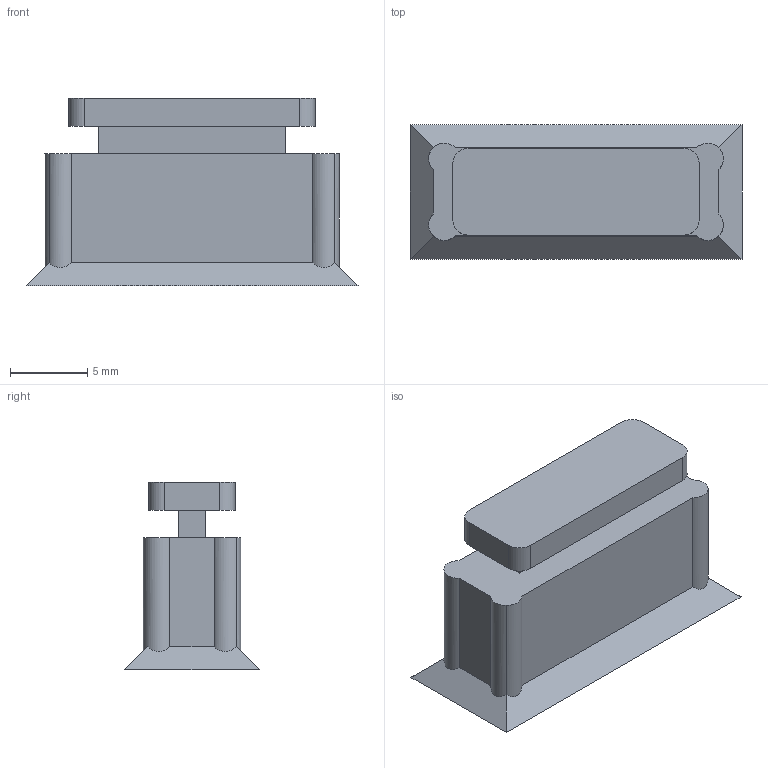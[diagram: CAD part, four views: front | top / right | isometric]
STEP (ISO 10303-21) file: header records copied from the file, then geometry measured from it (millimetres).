
FILE_DESCRIPTION(('FreeCAD Model'),'2;1');
FILE_NAME('pcb_passthroughs.step', '2019-11-24T19:10:08',('Author'),(''), 'Open CASCADE STEP processor 7.3','FreeCAD','Unknown');
FILE_SCHEMA(('AUTOMOTIVE_DESIGN { 1 0 10303 214 1 1 1 1 }'));
Length unit declared in the file: millimetre
Products named in the file (1): union003
Bounding box: 21.44 x 8.7 x 12.14 mm (x, y, z)
Volume: 1173 mm3; surface area: 1014.8 mm2
Topology: 1 solids, 1 shells, 40 faces, 108 edges, 72 vertices
Faces by surface type: plane 28, cylinder 12
Entity records: 1281 total; most frequent: CARTESIAN_POINT 221, DIRECTION 218, ORIENTED_EDGE 216, EDGE_CURVE 108, LINE 80, VECTOR 80, VERTEX_POINT 72, AXIS2_PLACEMENT_3D 69
